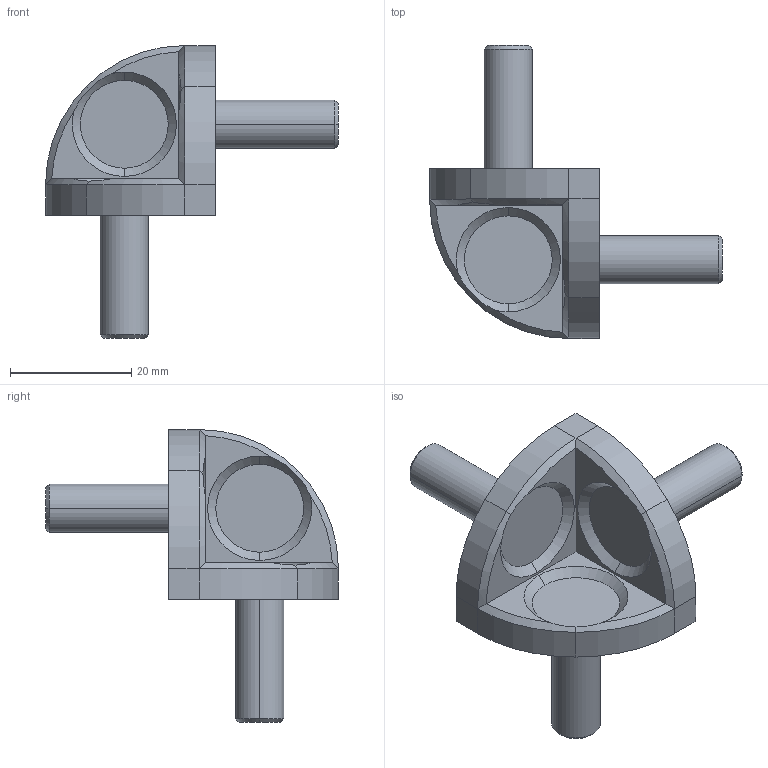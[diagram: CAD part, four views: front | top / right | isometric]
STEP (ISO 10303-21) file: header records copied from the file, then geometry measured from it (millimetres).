
FILE_DESCRIPTION(('STEP AP214'),'1');
FILE_NAME('cctmp_B37B4FD4-DE82-439E-9C71-7CB84E9C1CF1_2020_1_10_9_32_52_264..stp','2020-01-10T08:32:52',('Bosch Rexroth AG'),('CADClick - www.CADClick.com'),'Spatial InterOp 3D',' ','unknown authorization - (Healing Option Enabled)');
FILE_SCHEMA(('AUTOMOTIVE_DESIGN'));
Length unit declared in the file: millimetre
Products named in the file (1): 2020_01_10__09-32-52-264
Bounding box: 48.35 x 48.35 x 48.35 mm (x, y, z)
Volume: 11399.6 mm3; surface area: 5653.3 mm2
Topology: 1 solids, 1 shells, 57 faces, 135 edges, 83 vertices
Faces by surface type: cone 24, cylinder 18, plane 15
Entity records: 2191 total; most frequent: CARTESIAN_POINT 352, DIRECTION 314, ORIENTED_EDGE 270, EDGE_CURVE 135, AXIS2_PLACEMENT_3D 130, VERTEX_POINT 83, CIRCLE 72, EDGE_LOOP 60
